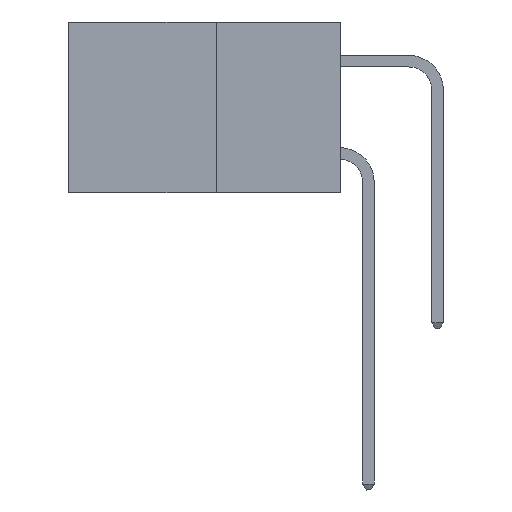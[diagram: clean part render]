
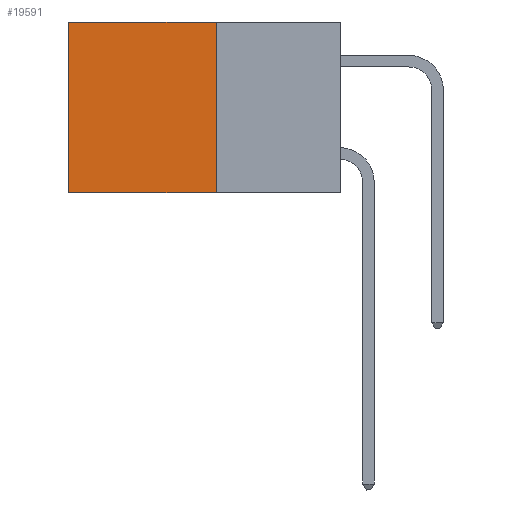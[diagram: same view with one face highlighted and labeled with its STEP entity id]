
A CAD part, left-side view. The second image highlights one B-rep face of the part: STEP entity #19591.
In plain terms, the highlighted planar face has unit normal (-1, 0, 0).
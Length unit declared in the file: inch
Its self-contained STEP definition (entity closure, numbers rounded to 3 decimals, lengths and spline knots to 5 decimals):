
#169 = VERTEX_POINT ( 'NONE', #34952 ) ;
#532 = CARTESIAN_POINT ( 'NONE',  ( 0.277, 0.27, 0. ) ) ;
#2009 = VECTOR ( 'NONE', #14327, 39.37008 ) ;
#6039 = AXIS2_PLACEMENT_3D ( 'NONE', #26507, #10040, #29254 ) ;
#7306 = CARTESIAN_POINT ( 'NONE',  ( 0.277, 0.59, 0. ) ) ;
#8792 = CARTESIAN_POINT ( 'NONE',  ( 0.277, 0.59, -0.37 ) ) ;
#8817 = VECTOR ( 'NONE', #24378, 39.37008 ) ;
#10040 = DIRECTION ( 'NONE',  ( 1., 0., 0. ) ) ;
#10374 = VERTEX_POINT ( 'NONE', #25100 ) ;
#11932 = CARTESIAN_POINT ( 'NONE',  ( 0.277, 0.27, -0.37 ) ) ;
#12907 = CARTESIAN_POINT ( 'NONE',  ( 0.277, 0.27, -0.37 ) ) ;
#12924 = LINE ( 'NONE', #12907, #19367 ) ;
#14295 = ORIENTED_EDGE ( 'NONE', *, *, #20049, .T. ) ;
#14327 = DIRECTION ( 'NONE',  ( 0., 0., -1. ) ) ;
#14693 = ORIENTED_EDGE ( 'NONE', *, *, #23010, .T. ) ;
#17518 = VERTEX_POINT ( 'NONE', #7306 ) ;
#18999 = ORIENTED_EDGE ( 'NONE', *, *, #24357, .F. ) ;
#19180 = VECTOR ( 'NONE', #31080, 39.37008 ) ;
#19367 = VECTOR ( 'NONE', #34704, 39.37008 ) ;
#19591 = ADVANCED_FACE ( 'NONE', ( #29902 ), #34545, .F. ) ;
#20049 = EDGE_CURVE ( 'NONE', #33850, #17518, #23474, .T. ) ;
#23010 = EDGE_CURVE ( 'NONE', #17518, #10374, #23147, .T. ) ;
#23147 = LINE ( 'NONE', #8792, #2009 ) ;
#23474 = LINE ( 'NONE', #29727, #8817 ) ;
#24357 = EDGE_CURVE ( 'NONE', #169, #10374, #27318, .T. ) ;
#24378 = DIRECTION ( 'NONE',  ( 0., 1., 0. ) ) ;
#24758 = EDGE_LOOP ( 'NONE', ( #14693, #18999, #34304, #14295 ) ) ;
#25100 = CARTESIAN_POINT ( 'NONE',  ( 0.277, 0.59, -0.37 ) ) ;
#26507 = CARTESIAN_POINT ( 'NONE',  ( 0.277, 0.27, -0.37 ) ) ;
#27318 = LINE ( 'NONE', #11932, #19180 ) ;
#29254 = DIRECTION ( 'NONE',  ( 0., 0., -1. ) ) ;
#29727 = CARTESIAN_POINT ( 'NONE',  ( 0.277, 0.27, 0. ) ) ;
#29902 = FACE_OUTER_BOUND ( 'NONE', #24758, .T. ) ;
#31080 = DIRECTION ( 'NONE',  ( 0., 1., 0. ) ) ;
#33481 = EDGE_CURVE ( 'NONE', #33850, #169, #12924, .T. ) ;
#33850 = VERTEX_POINT ( 'NONE', #532 ) ;
#34304 = ORIENTED_EDGE ( 'NONE', *, *, #33481, .F. ) ;
#34545 = PLANE ( 'NONE',  #6039 ) ;
#34704 = DIRECTION ( 'NONE',  ( 0., 0., -1. ) ) ;
#34952 = CARTESIAN_POINT ( 'NONE',  ( 0.277, 0.27, -0.37 ) ) ;
